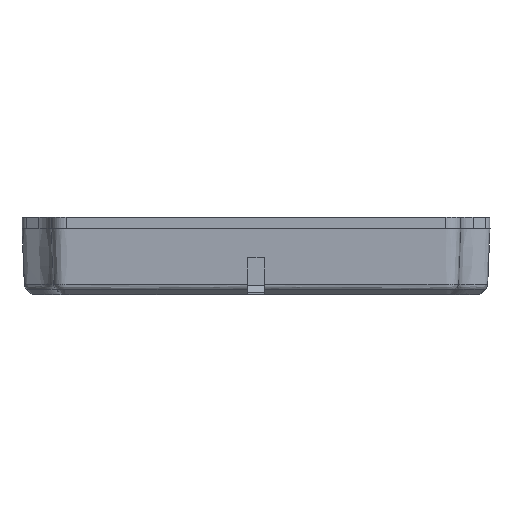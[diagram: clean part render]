
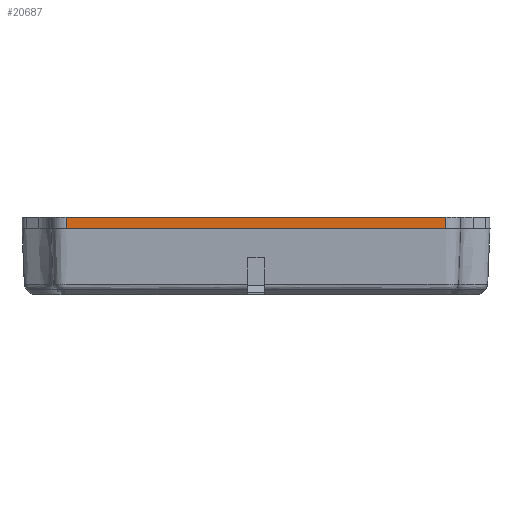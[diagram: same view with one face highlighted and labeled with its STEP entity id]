
A CAD part, left-side view. The second image highlights one B-rep face of the part: STEP entity #20687.
In plain terms, the highlighted planar face has unit normal (-1, 0, 0).
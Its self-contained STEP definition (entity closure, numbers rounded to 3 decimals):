
#1153=PLANE('',#21732);
#2093=FACE_OUTER_BOUND('',#3126,.T.);
#3126=EDGE_LOOP('',(#18381,#18382,#18383,#18384));
#3987=LINE('',#28162,#6720);
#5876=LINE('',#31910,#8609);
#5878=LINE('',#31914,#8611);
#5879=LINE('',#31915,#8612);
#6720=VECTOR('',#23086,10.);
#8609=VECTOR('',#26239,10.);
#8611=VECTOR('',#26243,10.);
#8612=VECTOR('',#26244,10.);
#9368=VERTEX_POINT('',#28159);
#9369=VERTEX_POINT('',#28161);
#10596=VERTEX_POINT('',#31908);
#10597=VERTEX_POINT('',#31913);
#11538=EDGE_CURVE('',#9368,#9369,#3987,.T.);
#13442=EDGE_CURVE('',#10596,#9368,#5876,.T.);
#13444=EDGE_CURVE('',#10597,#10596,#5878,.T.);
#13445=EDGE_CURVE('',#9369,#10597,#5879,.T.);
#18381=ORIENTED_EDGE('',*,*,#13442,.F.);
#18382=ORIENTED_EDGE('',*,*,#13444,.F.);
#18383=ORIENTED_EDGE('',*,*,#13445,.F.);
#18384=ORIENTED_EDGE('',*,*,#11538,.F.);
#20687=ADVANCED_FACE('',(#2093),#1153,.T.);
#21732=AXIS2_PLACEMENT_3D('',#31912,#26241,#26242);
#23086=DIRECTION('',(0.,1.,0.));
#26239=DIRECTION('',(0.,0.,-1.));
#26241=DIRECTION('center_axis',(-1.,0.,0.));
#26242=DIRECTION('ref_axis',(0.,-1.,0.));
#26243=DIRECTION('',(0.,-1.,0.));
#26244=DIRECTION('',(0.,0.,1.));
#28159=CARTESIAN_POINT('',(-63.75,-51.75,0.));
#28161=CARTESIAN_POINT('',(-63.75,51.75,0.));
#28162=CARTESIAN_POINT('',(-63.75,-63.75,0.));
#31908=CARTESIAN_POINT('',(-63.75,-51.75,3.));
#31910=CARTESIAN_POINT('',(-63.75,-51.75,0.));
#31912=CARTESIAN_POINT('Origin',(-63.75,55.75,0.));
#31913=CARTESIAN_POINT('',(-63.75,51.75,3.));
#31914=CARTESIAN_POINT('',(-63.75,-63.75,3.));
#31915=CARTESIAN_POINT('',(-63.75,51.75,0.));
